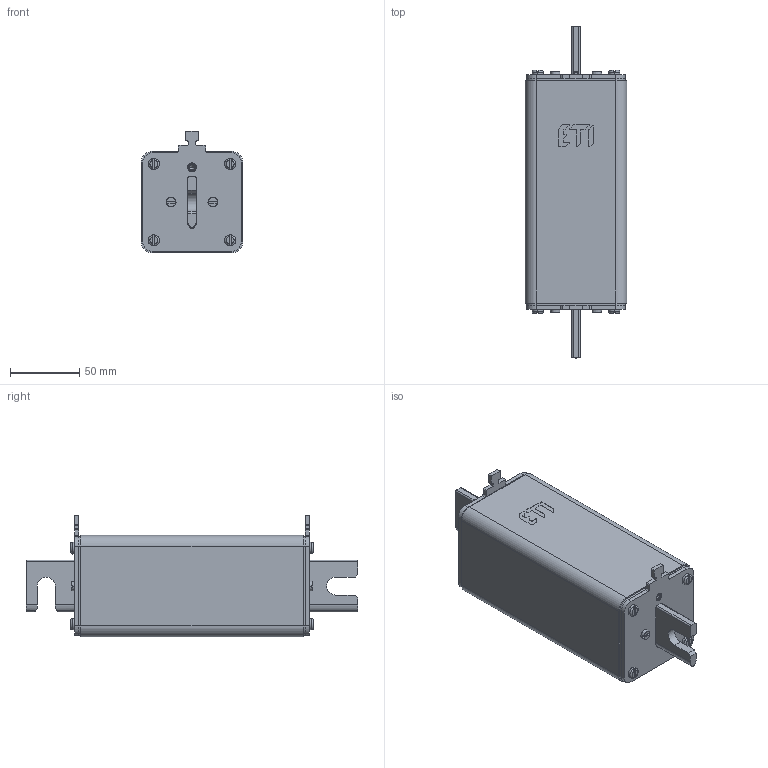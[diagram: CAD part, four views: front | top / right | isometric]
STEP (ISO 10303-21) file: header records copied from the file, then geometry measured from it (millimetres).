
FILE_DESCRIPTION((''),'2;1');
FILE_NAME('004735160_ASM','2021-12-22T14:07:49',('marketing.praksa'),('Audax d.o.o.'),'CREO PARAMETRIC BY PTC INC, 2021304','CREO PARAMETRIC BY PTC INC, 2021304','');
FILE_SCHEMA(('AP242_MANAGED_MODEL_BASED_3D_ENGINEERING_MIM_LF { 1 0 10303 442 1 1 4 }'));
Length unit declared in the file: millimetre
Products named in the file (15): 0000029795_4; 0000045934_1_1; 0000046024_1; 0000011586_AF1_1_1; 0000011580_1_1_2; 0000015360_1_1_2_3_4; 0000037876_1_1_2_3; 0000019000_AF5_1; 0000020140_AF0_3; 0000034900_ASM_2_ASM; 0000019000_AF6_1; 0000020162_AF0_3; 0000020422_ASM_1_ASM; 004735160_ASM_3_ASM; 004735160_ASM
Assembly tree (27 placements, depth 4):
  004735160_ASM
    004735160_ASM_3_ASM
      0000029795_4
      0000045934_1_1  x2
      0000046024_1  x2
      0000011586_AF1_1_1
      0000011580_1_1_2  x2
      0000015360_1_1_2_3_4  x8
      0000037876_1_1_2_3  x4
      0000034900_ASM_2_ASM
        0000019000_AF5_1
        0000020140_AF0_3
      0000020422_ASM_1_ASM
        0000019000_AF6_1
        0000020162_AF0_3
Bounding box: 73 x 239 x 87.5 mm (x, y, z)
Volume: 917280.3 mm3; surface area: 119033.1 mm2
Topology: 24 solids, 40 shells, 726 faces, 1829 edges, 1176 vertices
Faces by surface type: cylinder 306, plane 297, cone 64, torus 56, bspline 3
Entity records: 22206 total; most frequent: CARTESIAN_POINT 3350, DIRECTION 2521, ORIENTED_EDGE 2140, EDGE_CURVE 1096, AXIS2_PLACEMENT_3D 958, PRESENTATION_STYLE_ASSIGNMENT 780, STYLED_ITEM 729, VERTEX_POINT 720
